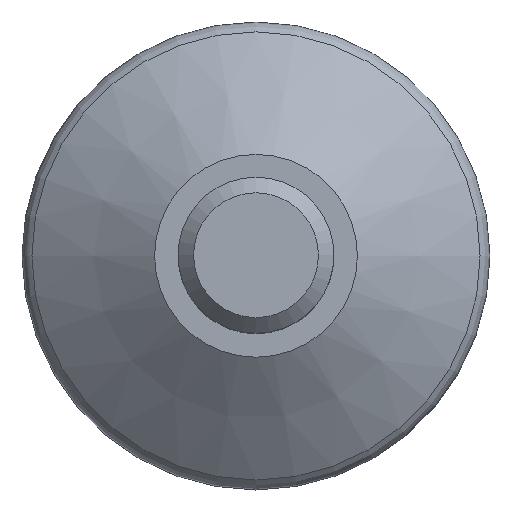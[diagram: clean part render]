
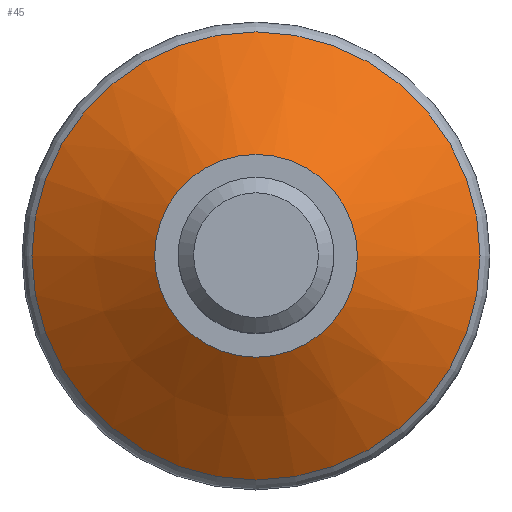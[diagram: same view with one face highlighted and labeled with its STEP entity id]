
A CAD part, top view. The second image highlights one B-rep face of the part: STEP entity #45.
In plain terms, the highlighted conical face has half-angle 54.782 degrees and reference radius 15 mm.
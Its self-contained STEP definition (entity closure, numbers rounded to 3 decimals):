
#45 = ADVANCED_FACE( '', ( #90, #91 ), #92, .T. );
#90 = FACE_OUTER_BOUND( '', #131, .T. );
#91 = FACE_BOUND( '', #132, .T. );
#92 = CONICAL_SURFACE( '', #133, 15., 0.956 );
#131 = EDGE_LOOP( '', ( #178 ) );
#132 = EDGE_LOOP( '', ( #179 ) );
#133 = AXIS2_PLACEMENT_3D( '', #180, #181, #182 );
#178 = ORIENTED_EDGE( '', *, *, #208, .T. );
#179 = ORIENTED_EDGE( '', *, *, #209, .F. );
#180 = CARTESIAN_POINT( '', ( 0., 0., 6. ) );
#181 = DIRECTION( '', ( 0., 0., -1. ) );
#182 = DIRECTION( '', ( -1., 0., 0. ) );
#208 = EDGE_CURVE( '', #231, #231, #232, .T. );
#209 = EDGE_CURVE( '', #233, #233, #234, .T. );
#231 = VERTEX_POINT( '', #256 );
#232 = CIRCLE( '', #257, 14.365 );
#233 = VERTEX_POINT( '', #258 );
#234 = CIRCLE( '', #259, 6.5 );
#256 = CARTESIAN_POINT( '', ( 14.365, 0., 6.448 ) );
#257 = AXIS2_PLACEMENT_3D( '', #280, #281, #282 );
#258 = CARTESIAN_POINT( '', ( 6.5, 0., 12. ) );
#259 = AXIS2_PLACEMENT_3D( '', #283, #284, #285 );
#280 = CARTESIAN_POINT( '', ( 0., 0., 6.448 ) );
#281 = DIRECTION( '', ( 0., 0., 1. ) );
#282 = DIRECTION( '', ( 1., 0., 0. ) );
#283 = CARTESIAN_POINT( '', ( 0., 0., 12. ) );
#284 = DIRECTION( '', ( 0., 0., 1. ) );
#285 = DIRECTION( '', ( 1., 0., 0. ) );
